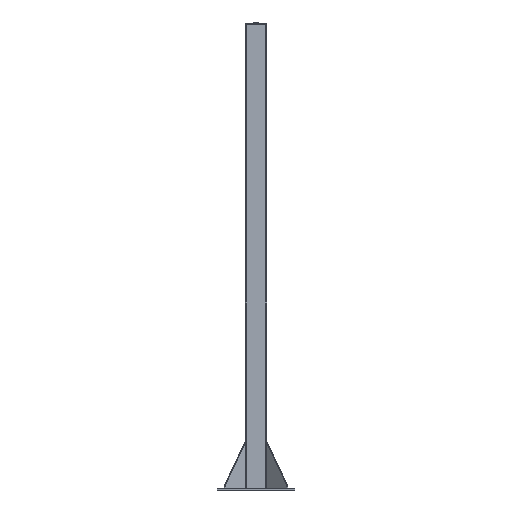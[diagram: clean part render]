
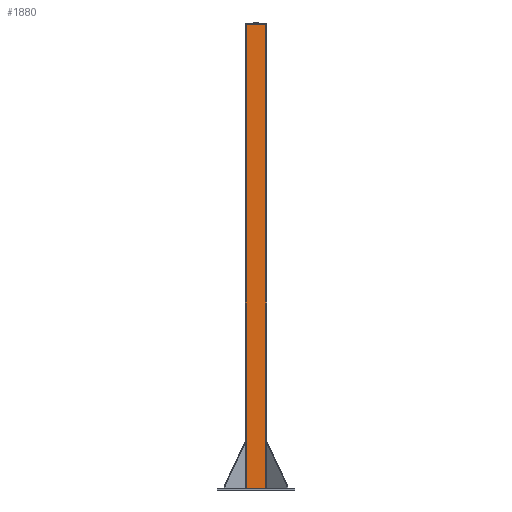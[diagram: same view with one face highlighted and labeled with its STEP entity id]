
A CAD part, left-side view. The second image highlights one B-rep face of the part: STEP entity #1880.
In plain terms, the highlighted planar face has unit normal (-1, 0, 0).
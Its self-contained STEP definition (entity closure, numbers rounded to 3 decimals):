
#1880=ADVANCED_FACE('',(#3326),#3327,.T.);
#3326=FACE_OUTER_BOUND('',#7553,.T.);
#3327=PLANE('',#7554);
#7553=EDGE_LOOP('',(#10062,#10063,#10064,#10065));
#7554=AXIS2_PLACEMENT_3D('',#10066,#10067,#10068);
#10062=ORIENTED_EDGE('',*,*,#11339,.T.);
#10063=ORIENTED_EDGE('',*,*,#10677,.F.);
#10064=ORIENTED_EDGE('',*,*,#11428,.T.);
#10065=ORIENTED_EDGE('',*,*,#11221,.T.);
#10066=CARTESIAN_POINT('',(-70.,0.,590.));
#10067=DIRECTION('',(-1.,0.,0.));
#10068=DIRECTION('',(0.,-1.,0.));
#10677=EDGE_CURVE('',#11858,#11853,#11860,.T.);
#11221=EDGE_CURVE('',#12667,#12665,#12668,.T.);
#11339=EDGE_CURVE('',#12665,#11853,#12809,.T.);
#11428=EDGE_CURVE('',#11858,#12667,#12908,.T.);
#11853=VERTEX_POINT('',#13854);
#11858=VERTEX_POINT('',#13860);
#11860=LINE('',#13862,#13863);
#12665=VERTEX_POINT('',#16378);
#12667=VERTEX_POINT('',#16380);
#12668=LINE('',#16381,#16382);
#12809=LINE('',#16898,#16899);
#12908=LINE('',#17096,#17097);
#13854=CARTESIAN_POINT('',(-70.,62.5,3590.));
#13860=CARTESIAN_POINT('',(-70.,62.5,590.));
#13862=CARTESIAN_POINT('',(-70.,62.5,590.));
#13863=VECTOR('',#17432,1.);
#16378=CARTESIAN_POINT('',(-70.,-62.5,3590.));
#16380=CARTESIAN_POINT('',(-70.,-62.5,590.));
#16381=CARTESIAN_POINT('',(-70.,-62.5,590.));
#16382=VECTOR('',#17958,1.);
#16898=CARTESIAN_POINT('',(-70.,62.5,3590.));
#16899=VECTOR('',#18047,1.);
#17096=CARTESIAN_POINT('',(-70.,62.5,590.));
#17097=VECTOR('',#18113,1.);
#17432=DIRECTION('',(0.,0.,1.));
#17958=DIRECTION('',(0.,0.,1.));
#18047=DIRECTION('',(0.,1.,0.));
#18113=DIRECTION('',(0.,-1.,0.));
